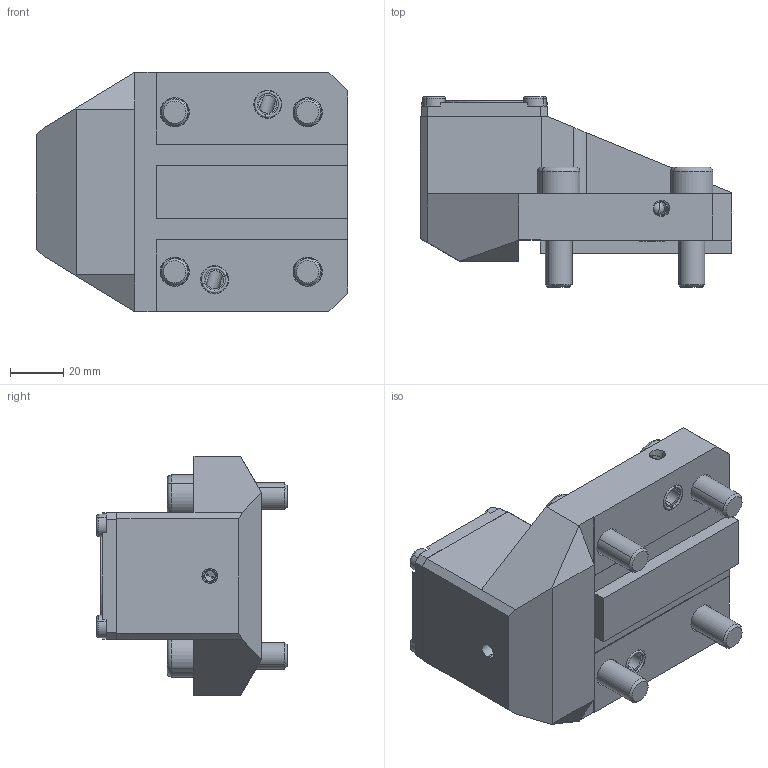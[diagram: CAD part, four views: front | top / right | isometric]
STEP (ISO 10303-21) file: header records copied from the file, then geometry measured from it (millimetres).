
FILE_DESCRIPTION (( 'STEP AP203' ), '1' );
FILE_NAME ('RER.PS4.NAK.053-12.STEP', '2018-10-01T07:54:56', ( 'SWIAdmin' ), ( 'Hewlett-Packard Company' ), 'SwSTEP 2.0', 'SolidWorks 2017', '' );
FILE_SCHEMA (( 'CONFIG_CONTROL_DESIGN' ));
Length unit declared in the file: millimetre
Products named in the file (16): KVT_MB_600_060; ISO 8752 3x10; RER.PS4.NAK.053-12; DIN 3771 - 37x1.5; ISO 4762 - M3 x 25_PreviewCfg; U40-PS4.ER1.025_B; DIN 6325_ø3x10_2x6; U40-PS4.ERx.010_A; U40-PS4.048.006; U40-PS4.ERx.010_A_Links gewinde; RER-PS4.NAK.053-12_A; U40-PS4.ER1.036_A; ISO 4762 - M10 x 35_PreviewCfg; U40-PS4.023.006_B; DIN 3771 - 8x1; DIN 7984 - M5 x 16
Assembly tree (25 placements, depth 3):
  RER.PS4.NAK.053-12
    U40-PS4.048.006
      U40-PS4.ER1.025_B
      U40-PS4.ERx.010_A
      U40-PS4.ERx.010_A_Links gewinde
      U40-PS4.ER1.036_A
      U40-PS4.023.006_B
      DIN 7984 - M5 x 16  x4
      ISO 8752 3x10
      DIN 3771 - 37x1.5
      ISO 4762 - M3 x 25_PreviewCfg  x2
      DIN 6325_ø3x10_2x6  x2
    RER-PS4.NAK.053-12_A
    ISO 4762 - M10 x 35_PreviewCfg  x4
    DIN 3771 - 8x1  x2
    KVT_MB_600_060  x2
Bounding box: 117 x 71.5 x 90 mm (x, y, z)
Volume: 273722.9 mm3; surface area: 77685.4 mm2
Topology: 26 solids, 26 shells, 826 faces, 1987 edges, 1189 vertices
Faces by surface type: plane 328, cone 213, cylinder 198, torus 73, sphere 12, bspline 2
Entity records: 20702 total; most frequent: CARTESIAN_POINT 4665, DIRECTION 3042, ORIENTED_EDGE 2914, EDGE_CURVE 1457, AXIS2_PLACEMENT_3D 1182, VERTEX_POINT 903, VECTOR 678, LINE 678
